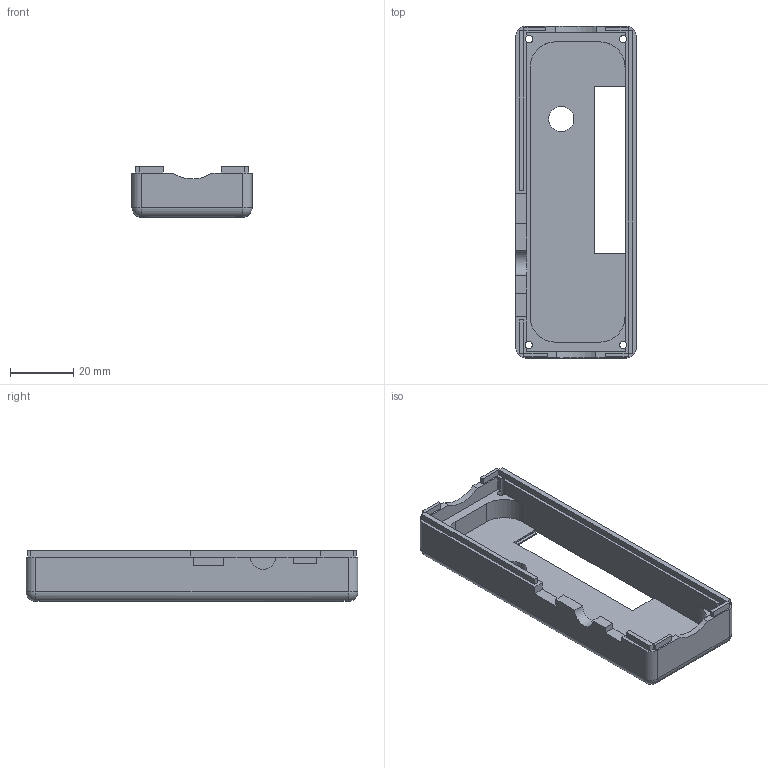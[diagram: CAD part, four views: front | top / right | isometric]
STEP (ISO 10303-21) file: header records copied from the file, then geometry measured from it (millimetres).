
FILE_DESCRIPTION(/* description */ (''),/* implementation_level */ '2;1');
FILE_NAME(/* name */ 'bottom.step',/* time_stamp */ '2025-07-14T17:09:17+10:00',/* author */ (''),/* organization */ (''),/* preprocessor_version */ 'ST-DEVELOPER v20.1',/* originating_system */ 'Autodesk Translation Framework v14.10.0.0',/* authorisation */ '');
FILE_SCHEMA (('AUTOMOTIVE_DESIGN { 1 0 10303 214 3 1 1 }'));
Length unit declared in the file: millimetre
Products named in the file (1): Bottom
Bounding box: 38 x 105 x 16 mm (x, y, z)
Volume: 18646.4 mm3; surface area: 14573.4 mm2
Topology: 1 solids, 1 shells, 130 faces, 368 edges, 234 vertices
Faces by surface type: plane 106, cylinder 20, sphere 4
Full cylindrical faces by diameter (mm): 2.3 x4, 8 x1
Entity records: 4216 total; most frequent: ORIENTED_EDGE 736, CARTESIAN_POINT 733, DIRECTION 705, EDGE_CURVE 368, LINE 293, VECTOR 293, VERTEX_POINT 234, AXIS2_PLACEMENT_3D 206
